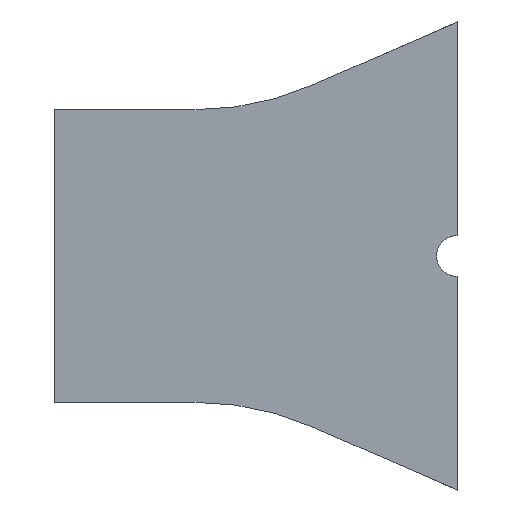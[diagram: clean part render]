
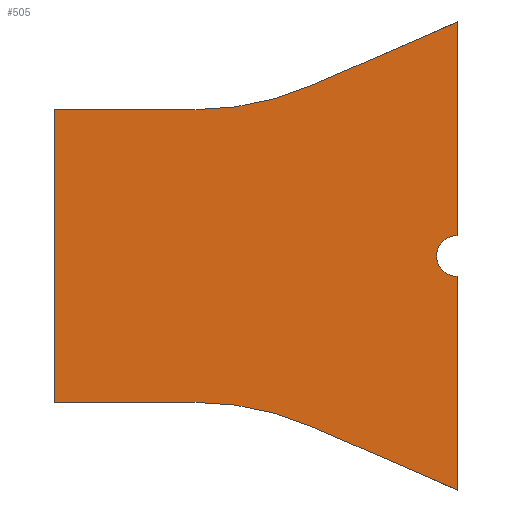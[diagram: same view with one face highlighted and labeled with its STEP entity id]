
A CAD part, left-side view. The second image highlights one B-rep face of the part: STEP entity #505.
In plain terms, the highlighted planar face has unit normal (-1, 0, 0).
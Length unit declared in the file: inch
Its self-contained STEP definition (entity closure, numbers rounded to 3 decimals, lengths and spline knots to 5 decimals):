
#48 = CARTESIAN_POINT ( 'NONE',  ( 0., 0., 1. ) ) ;
#129 = CARTESIAN_POINT ( 'NONE',  ( 0., 2.75, 0. ) ) ;
#149 = DIRECTION ( 'NONE',  ( 0., -1., 0. ) ) ;
#171 = CARTESIAN_POINT ( 'NONE',  ( 0., 0., 0. ) ) ;
#188 = EDGE_CURVE ( 'NONE', #2126, #313, #1411, .T. ) ;
#235 = ORIENTED_EDGE ( 'NONE', *, *, #3107, .T. ) ;
#278 = ORIENTED_EDGE ( 'NONE', *, *, #971, .T. ) ;
#313 = VERTEX_POINT ( 'NONE', #3337 ) ;
#472 = VERTEX_POINT ( 'NONE', #1738 ) ;
#505 = ADVANCED_FACE ( 'NONE', ( #798 ), #2010, .F. ) ;
#508 = VERTEX_POINT ( 'NONE', #3028 ) ;
#545 = CARTESIAN_POINT ( 'NONE',  ( 0., 1.375, 2. ) ) ;
#594 = CARTESIAN_POINT ( 'NONE',  ( 0., 0., 2.59948 ) ) ;
#618 = CARTESIAN_POINT ( 'NONE',  ( 0., 0., 0. ) ) ;
#680 = EDGE_CURVE ( 'NONE', #508, #925, #1302, .T. ) ;
#719 = DIRECTION ( 'NONE',  ( 0., 0., -1. ) ) ;
#736 = AXIS2_PLACEMENT_3D ( 'NONE', #2279, #3587, #3834 ) ;
#798 = FACE_OUTER_BOUND ( 'NONE', #1518, .T. ) ;
#925 = VERTEX_POINT ( 'NONE', #594 ) ;
#932 = CARTESIAN_POINT ( 'NONE',  ( 0., 0.99272, -0.16667 ) ) ;
#941 = ORIENTED_EDGE ( 'NONE', *, *, #1289, .F. ) ;
#944 = EDGE_CURVE ( 'NONE', #2830, #472, #1603, .T. ) ;
#971 = EDGE_CURVE ( 'NONE', #3446, #2126, #1295, .T. ) ;
#976 = DIRECTION ( 'NONE',  ( 1., 0., 0. ) ) ;
#978 = VECTOR ( 'NONE', #2048, 39.37008 ) ;
#1050 = ORIENTED_EDGE ( 'NONE', *, *, #680, .T. ) ;
#1202 = ORIENTED_EDGE ( 'NONE', *, *, #1796, .T. ) ;
#1289 = EDGE_CURVE ( 'NONE', #2830, #2056, #2969, .T. ) ;
#1295 = LINE ( 'NONE', #1919, #2733 ) ;
#1302 = LINE ( 'NONE', #618, #1618 ) ;
#1368 = CIRCLE ( 'NONE', #736, 2. ) ;
#1372 = LINE ( 'NONE', #3187, #2884 ) ;
#1411 = LINE ( 'NONE', #171, #2767 ) ;
#1418 = DIRECTION ( 'NONE',  ( 0., 0., 1. ) ) ;
#1420 = CIRCLE ( 'NONE', #1932, 2. ) ;
#1444 = EDGE_CURVE ( 'NONE', #2056, #3482, #1372, .T. ) ;
#1503 = EDGE_CURVE ( 'NONE', #925, #3290, #3616, .T. ) ;
#1518 = EDGE_LOOP ( 'NONE', ( #3496, #235, #1050, #2287, #1202, #2540, #941, #2713, #3355, #278 ) ) ;
#1545 = VECTOR ( 'NONE', #1418, 39.37008 ) ;
#1603 = LINE ( 'NONE', #129, #3367 ) ;
#1618 = VECTOR ( 'NONE', #2510, 39.37008 ) ;
#1626 = DIRECTION ( 'NONE',  ( 0., 0., 1. ) ) ;
#1659 = CIRCLE ( 'NONE', #3750, 0.14 ) ;
#1738 = CARTESIAN_POINT ( 'NONE',  ( 0., 1.79203, 0. ) ) ;
#1796 = EDGE_CURVE ( 'NONE', #3290, #3482, #1368, .T. ) ;
#1874 = CARTESIAN_POINT ( 'NONE',  ( 0., 2.75, 2. ) ) ;
#1919 = CARTESIAN_POINT ( 'NONE',  ( 0., 1.375, 0. ) ) ;
#1932 = AXIS2_PLACEMENT_3D ( 'NONE', #3448, #976, #719 ) ;
#1959 = DIRECTION ( 'NONE',  ( 0., -1., 0. ) ) ;
#2010 = PLANE ( 'NONE',  #2518 ) ;
#2015 = CARTESIAN_POINT ( 'NONE',  ( 0., 2.75, 0. ) ) ;
#2048 = DIRECTION ( 'NONE',  ( 0., 0.917, -0.4 ) ) ;
#2056 = VERTEX_POINT ( 'NONE', #1874 ) ;
#2126 = VERTEX_POINT ( 'NONE', #3119 ) ;
#2279 = CARTESIAN_POINT ( 'NONE',  ( 0., 1.79203, 4. ) ) ;
#2287 = ORIENTED_EDGE ( 'NONE', *, *, #1503, .T. ) ;
#2315 = CARTESIAN_POINT ( 'NONE',  ( 0., 2.75, 0. ) ) ;
#2410 = CARTESIAN_POINT ( 'NONE',  ( 0., 2.75, 0. ) ) ;
#2510 = DIRECTION ( 'NONE',  ( 0., 0., 1. ) ) ;
#2518 = AXIS2_PLACEMENT_3D ( 'NONE', #2410, #2729, #3634 ) ;
#2540 = ORIENTED_EDGE ( 'NONE', *, *, #1444, .F. ) ;
#2588 = DIRECTION ( 'NONE',  ( 0., 0., 1. ) ) ;
#2713 = ORIENTED_EDGE ( 'NONE', *, *, #944, .T. ) ;
#2729 = DIRECTION ( 'NONE',  ( 1., 0., 0. ) ) ;
#2733 = VECTOR ( 'NONE', #3114, 39.37008 ) ;
#2767 = VECTOR ( 'NONE', #2588, 39.37008 ) ;
#2830 = VERTEX_POINT ( 'NONE', #2015 ) ;
#2872 = CARTESIAN_POINT ( 'NONE',  ( 0., 0.99272, 2.16667 ) ) ;
#2884 = VECTOR ( 'NONE', #149, 39.37008 ) ;
#2969 = LINE ( 'NONE', #2315, #1545 ) ;
#3028 = CARTESIAN_POINT ( 'NONE',  ( 0., 0., 1.14 ) ) ;
#3097 = DIRECTION ( 'NONE',  ( 1., 0., 0. ) ) ;
#3107 = EDGE_CURVE ( 'NONE', #313, #508, #1659, .T. ) ;
#3114 = DIRECTION ( 'NONE',  ( 0., -0.917, -0.4 ) ) ;
#3119 = CARTESIAN_POINT ( 'NONE',  ( 0., 0., -0.59948 ) ) ;
#3187 = CARTESIAN_POINT ( 'NONE',  ( 0., 2.75, 2. ) ) ;
#3290 = VERTEX_POINT ( 'NONE', #2872 ) ;
#3337 = CARTESIAN_POINT ( 'NONE',  ( 0., 0., 0.86 ) ) ;
#3355 = ORIENTED_EDGE ( 'NONE', *, *, #3781, .T. ) ;
#3367 = VECTOR ( 'NONE', #1959, 39.37008 ) ;
#3446 = VERTEX_POINT ( 'NONE', #932 ) ;
#3448 = CARTESIAN_POINT ( 'NONE',  ( 0., 1.79203, -2. ) ) ;
#3482 = VERTEX_POINT ( 'NONE', #3700 ) ;
#3496 = ORIENTED_EDGE ( 'NONE', *, *, #188, .T. ) ;
#3587 = DIRECTION ( 'NONE',  ( 1., 0., 0. ) ) ;
#3616 = LINE ( 'NONE', #545, #978 ) ;
#3634 = DIRECTION ( 'NONE',  ( 0., 0., -1. ) ) ;
#3700 = CARTESIAN_POINT ( 'NONE',  ( 0., 1.79203, 2. ) ) ;
#3750 = AXIS2_PLACEMENT_3D ( 'NONE', #48, #3097, #1626 ) ;
#3781 = EDGE_CURVE ( 'NONE', #472, #3446, #1420, .T. ) ;
#3834 = DIRECTION ( 'NONE',  ( 0., 0., -1. ) ) ;
